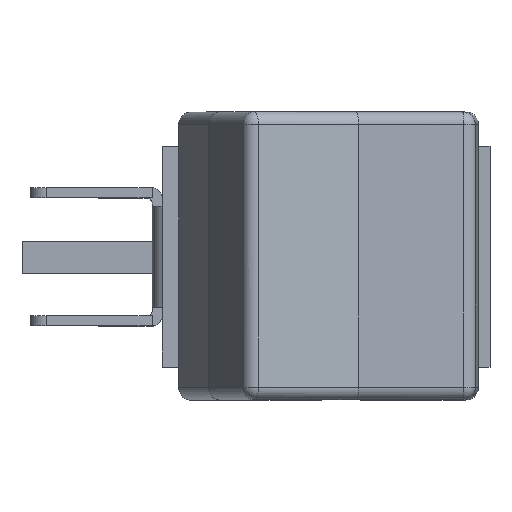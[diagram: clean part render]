
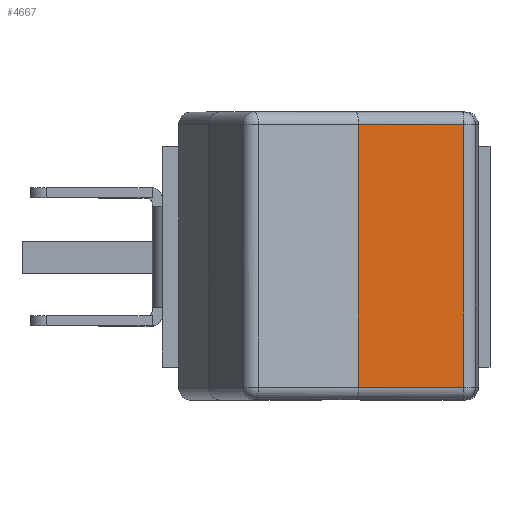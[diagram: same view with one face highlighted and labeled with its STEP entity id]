
A CAD part, top view. The second image highlights one B-rep face of the part: STEP entity #4667.
In plain terms, the highlighted planar face has unit normal (0.052, 0, 0.999).
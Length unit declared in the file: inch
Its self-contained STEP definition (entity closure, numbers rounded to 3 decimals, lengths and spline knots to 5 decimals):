
#4390=CARTESIAN_POINT('',(0.3635,0.69254,0.7018));
#4391=VERTEX_POINT('',#4390);
#4407=CARTESIAN_POINT('',(0.1993,0.69254,0.71041));
#4408=VERTEX_POINT('',#4407);
#4416=CARTESIAN_POINT('',(0.1993,0.69254,0.71041));
#4417=DIRECTION('',(0.999,0.,-0.052));
#4418=VECTOR('',#4417,0.16442);
#4419=LINE('',#4416,#4418);
#4420=EDGE_CURVE('',#4408,#4391,#4419,.T.);
#4625=CARTESIAN_POINT('',(0.3635,0.28191,0.70198));
#4626=VERTEX_POINT('',#4625);
#4627=CARTESIAN_POINT('',(0.3635,0.28191,0.70198));
#4628=DIRECTION('',(0.,1.,0.));
#4629=VECTOR('',#4628,0.41063);
#4630=LINE('',#4627,#4629);
#4631=EDGE_CURVE('',#4626,#4391,#4630,.T.);
#4644=CARTESIAN_POINT('',(0.3635,0.26222,0.70199));
#4645=DIRECTION('',(0.052,0.,0.999));
#4646=DIRECTION('',(0.,1.,0.));
#4647=AXIS2_PLACEMENT_3D('',#4644,#4645,#4646);
#4648=PLANE('',#4647);
#4649=ORIENTED_EDGE('',*,*,#4420,.F.);
#4650=CARTESIAN_POINT('',(0.1993,0.28191,0.71059));
#4651=VERTEX_POINT('',#4650);
#4652=CARTESIAN_POINT('',(0.1993,0.28191,0.71059));
#4653=DIRECTION('',(0.,1.,0.));
#4654=VECTOR('',#4653,0.41063);
#4655=LINE('',#4652,#4654);
#4656=EDGE_CURVE('',#4651,#4408,#4655,.T.);
#4657=ORIENTED_EDGE('',*,*,#4656,.F.);
#4658=CARTESIAN_POINT('',(0.3635,0.28191,0.70198));
#4659=DIRECTION('',(-0.999,0.,0.052));
#4660=VECTOR('',#4659,0.16442);
#4661=LINE('',#4658,#4660);
#4662=EDGE_CURVE('',#4626,#4651,#4661,.T.);
#4663=ORIENTED_EDGE('',*,*,#4662,.F.);
#4664=ORIENTED_EDGE('',*,*,#4631,.T.);
#4665=EDGE_LOOP('',(#4649,#4657,#4663,#4664));
#4666=FACE_OUTER_BOUND('',#4665,.T.);
#4667=ADVANCED_FACE('',(#4666),#4648,.T.);
